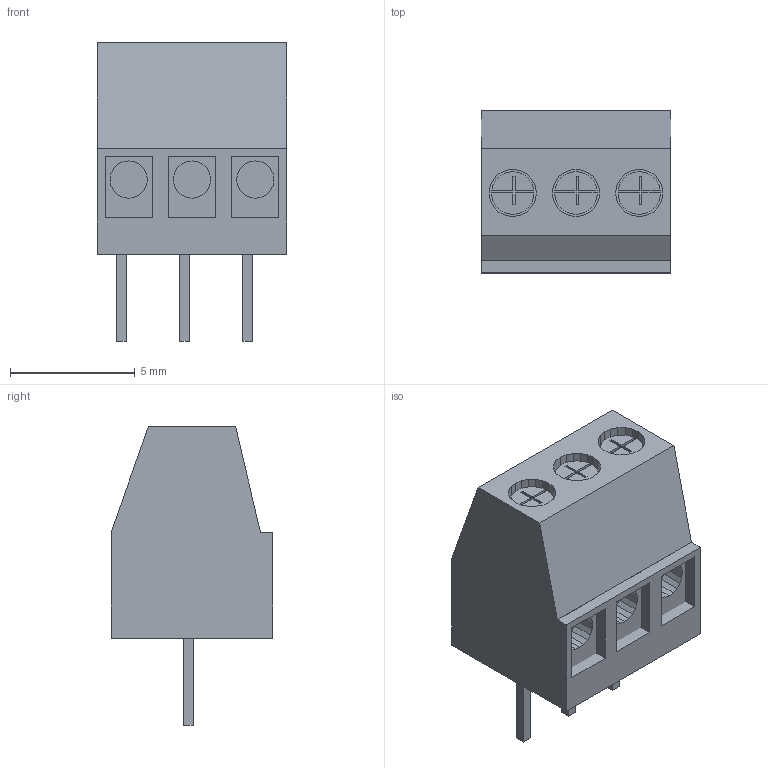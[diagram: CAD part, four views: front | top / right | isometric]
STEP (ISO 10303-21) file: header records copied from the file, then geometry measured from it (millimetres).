
FILE_DESCRIPTION(('FreeCAD Model'),'2;1');
FILE_NAME('OSTVN03A150.step','2020-09-13T17:57:57',(''),(''), 'Open CASCADE STEP processor 7.4','FreeCAD','Unknown');
FILE_SCHEMA(('AUTOMOTIVE_DESIGN { 1 0 10303 214 1 1 1 1 }'));
Length unit declared in the file: millimetre
Products named in the file (2): Group001; difference
Bounding box: 7.62 x 6.5 x 12 mm (x, y, z)
Volume: 346.5 mm3; surface area: 507.5 mm2
Topology: 16 solids, 16 shells, 588 faces, 1641 edges, 1094 vertices
Faces by surface type: plane 588
Entity records: 22576 total; most frequent: CARTESIAN_POINT 3324, ORIENTED_EDGE 3282, DIRECTION 2819, EDGE_CURVE 1641, LINE 1641, VECTOR 1641, VERTEX_POINT 1094, FACE_BOUND 597
